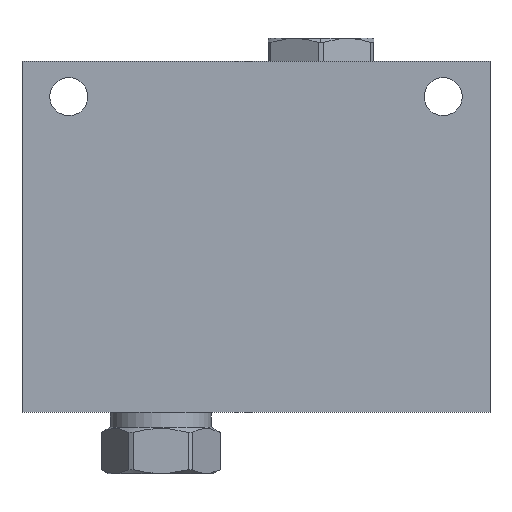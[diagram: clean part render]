
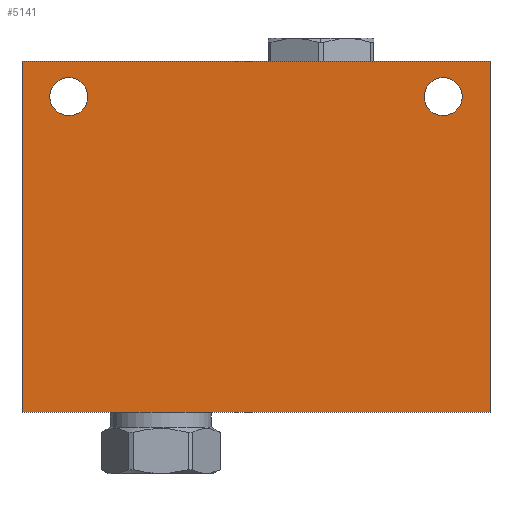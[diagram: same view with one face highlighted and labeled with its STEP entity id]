
A CAD part, front view. The second image highlights one B-rep face of the part: STEP entity #5141.
In plain terms, the highlighted planar face has unit normal (0, -1, 0).
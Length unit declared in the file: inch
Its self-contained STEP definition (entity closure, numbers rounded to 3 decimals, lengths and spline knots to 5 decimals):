
#5=DIRECTION('',(1.,0.,0.));
#6=VECTOR('',#5,5.);
#7=CARTESIAN_POINT('',(0.,-4.,0.));
#8=LINE('',#7,#6);
#105=DIRECTION('',(0.,0.,1.));
#106=VECTOR('',#105,3.75);
#107=CARTESIAN_POINT('',(5.,-4.,0.));
#108=LINE('',#107,#106);
#129=DIRECTION('',(0.,0.,1.));
#130=VECTOR('',#129,3.75);
#131=CARTESIAN_POINT('',(0.,-4.,0.));
#132=LINE('',#131,#130);
#133=CARTESIAN_POINT('',(4.5,-4.,3.375));
#134=DIRECTION('',(0.,1.,0.));
#135=DIRECTION('',(0.,0.,-1.));
#136=AXIS2_PLACEMENT_3D('',#133,#134,#135);
#138=CARTESIAN_POINT('',(4.5,-4.,3.375));
#139=DIRECTION('',(0.,1.,0.));
#140=DIRECTION('',(0.,0.,1.));
#141=AXIS2_PLACEMENT_3D('',#138,#139,#140);
#143=CARTESIAN_POINT('',(0.5,-4.,3.375));
#144=DIRECTION('',(0.,1.,0.));
#145=DIRECTION('',(0.,0.,-1.));
#146=AXIS2_PLACEMENT_3D('',#143,#144,#145);
#148=CARTESIAN_POINT('',(0.5,-4.,3.375));
#149=DIRECTION('',(0.,1.,0.));
#150=DIRECTION('',(0.,0.,1.));
#151=AXIS2_PLACEMENT_3D('',#148,#149,#150);
#165=DIRECTION('',(1.,0.,0.));
#166=VECTOR('',#165,5.);
#167=CARTESIAN_POINT('',(0.,-4.,3.75));
#168=LINE('',#167,#166);
#4415=CARTESIAN_POINT('',(0.,-4.,0.));
#4417=VERTEX_POINT('',#4415);
#4418=CARTESIAN_POINT('',(5.,-4.,0.));
#4419=VERTEX_POINT('',#4418);
#4423=CARTESIAN_POINT('',(0.,-4.,3.75));
#4425=VERTEX_POINT('',#4423);
#4426=CARTESIAN_POINT('',(5.,-4.,3.75));
#4427=VERTEX_POINT('',#4426);
#4791=CARTESIAN_POINT('',(4.5,-4.,3.172));
#4792=CARTESIAN_POINT('',(4.5,-4.,3.578));
#4793=VERTEX_POINT('',#4791);
#4794=VERTEX_POINT('',#4792);
#4799=CARTESIAN_POINT('',(0.5,-4.,3.172));
#4800=CARTESIAN_POINT('',(0.5,-4.,3.578));
#4801=VERTEX_POINT('',#4799);
#4802=VERTEX_POINT('',#4800);
#5117=CARTESIAN_POINT('',(0.,-4.,0.));
#5118=DIRECTION('',(0.,-1.,0.));
#5119=DIRECTION('',(1.,0.,0.));
#5120=AXIS2_PLACEMENT_3D('',#5117,#5118,#5119);
#5121=PLANE('',#5120);
#5122=ORIENTED_EDGE('',*,*,#5005,.F.);
#5123=ORIENTED_EDGE('',*,*,#5036,.T.);
#5125=ORIENTED_EDGE('',*,*,#5124,.T.);
#5126=ORIENTED_EDGE('',*,*,#5097,.F.);
#5127=EDGE_LOOP('',(#5122,#5123,#5125,#5126));
#5128=FACE_OUTER_BOUND('',#5127,.F.);
#5130=ORIENTED_EDGE('',*,*,#5129,.F.);
#5132=ORIENTED_EDGE('',*,*,#5131,.F.);
#5133=EDGE_LOOP('',(#5130,#5132));
#5134=FACE_BOUND('',#5133,.F.);
#5136=ORIENTED_EDGE('',*,*,#5135,.F.);
#5138=ORIENTED_EDGE('',*,*,#5137,.F.);
#5139=EDGE_LOOP('',(#5136,#5138));
#5140=FACE_BOUND('',#5139,.F.);
#5141=ADVANCED_FACE('',(#5128,#5134,#5140),#5121,.T.);
#137=CIRCLE('',#136,0.203);
#142=CIRCLE('',#141,0.203);
#147=CIRCLE('',#146,0.203);
#152=CIRCLE('',#151,0.203);
#5005=EDGE_CURVE('',#4417,#4419,#8,.T.);
#5036=EDGE_CURVE('',#4417,#4425,#132,.T.);
#5097=EDGE_CURVE('',#4419,#4427,#108,.T.);
#5124=EDGE_CURVE('',#4425,#4427,#168,.T.);
#5129=EDGE_CURVE('',#4793,#4794,#137,.T.);
#5131=EDGE_CURVE('',#4794,#4793,#142,.T.);
#5135=EDGE_CURVE('',#4801,#4802,#147,.T.);
#5137=EDGE_CURVE('',#4802,#4801,#152,.T.);
